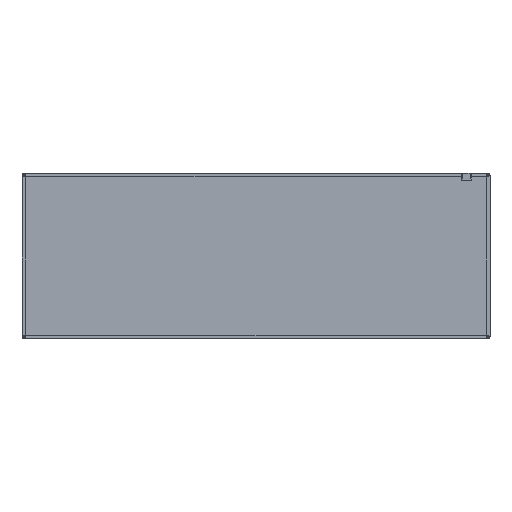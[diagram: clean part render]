
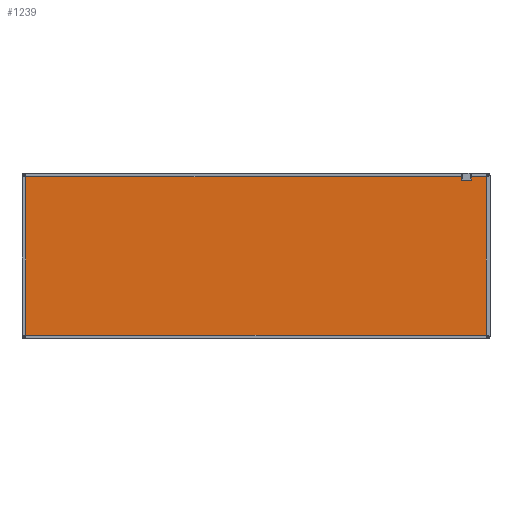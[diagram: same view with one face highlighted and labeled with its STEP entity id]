
A CAD part, top view. The second image highlights one B-rep face of the part: STEP entity #1239.
In plain terms, the highlighted planar face has unit normal (0, 0, 1).
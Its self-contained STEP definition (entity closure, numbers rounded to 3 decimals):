
#50=PLANE('',#1379);
#113=FACE_OUTER_BOUND('',#185,.T.);
#185=EDGE_LOOP('',(#1097,#1098,#1099,#1100));
#304=LINE('',#2106,#424);
#305=LINE('',#2108,#425);
#306=LINE('',#2110,#426);
#307=LINE('',#2111,#427);
#424=VECTOR('',#1730,10.);
#425=VECTOR('',#1731,10.);
#426=VECTOR('',#1732,10.);
#427=VECTOR('',#1733,10.);
#613=VERTEX_POINT('',#2104);
#614=VERTEX_POINT('',#2105);
#615=VERTEX_POINT('',#2107);
#616=VERTEX_POINT('',#2109);
#784=EDGE_CURVE('',#613,#614,#304,.T.);
#785=EDGE_CURVE('',#615,#613,#305,.T.);
#786=EDGE_CURVE('',#616,#615,#306,.T.);
#787=EDGE_CURVE('',#614,#616,#307,.T.);
#1097=ORIENTED_EDGE('',*,*,#784,.F.);
#1098=ORIENTED_EDGE('',*,*,#785,.F.);
#1099=ORIENTED_EDGE('',*,*,#786,.F.);
#1100=ORIENTED_EDGE('',*,*,#787,.F.);
#1239=ADVANCED_FACE('',(#113),#50,.T.);
#1379=AXIS2_PLACEMENT_3D('',#2103,#1728,#1729);
#1728=DIRECTION('center_axis',(0.,0.,1.));
#1729=DIRECTION('ref_axis',(0.,-1.,0.));
#1730=DIRECTION('',(0.,1.,0.));
#1731=DIRECTION('',(-1.,0.,0.));
#1732=DIRECTION('',(0.,-1.,0.));
#1733=DIRECTION('',(1.,0.,0.));
#2103=CARTESIAN_POINT('Origin',(19.05,-30.956,-5.));
#2104=CARTESIAN_POINT('',(19.05,-161.925,-5.));
#2105=CARTESIAN_POINT('',(19.05,-30.956,-5.));
#2106=CARTESIAN_POINT('',(19.05,-30.956,-5.));
#2107=CARTESIAN_POINT('',(400.05,-161.925,-5.));
#2108=CARTESIAN_POINT('',(19.05,-161.925,-5.));
#2109=CARTESIAN_POINT('',(400.05,-30.956,-5.));
#2110=CARTESIAN_POINT('',(400.05,-96.441,-5.));
#2111=CARTESIAN_POINT('',(209.55,-30.956,-5.));
